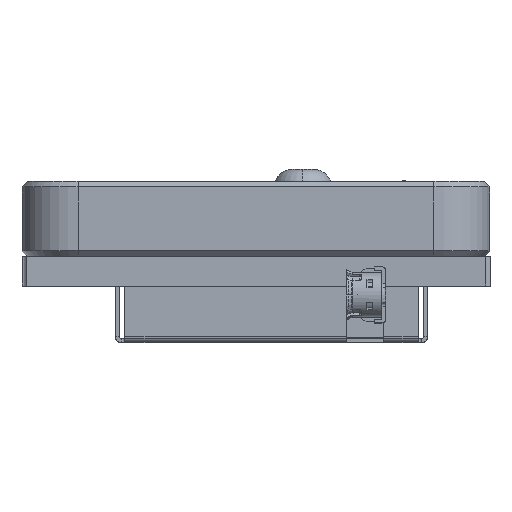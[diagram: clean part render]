
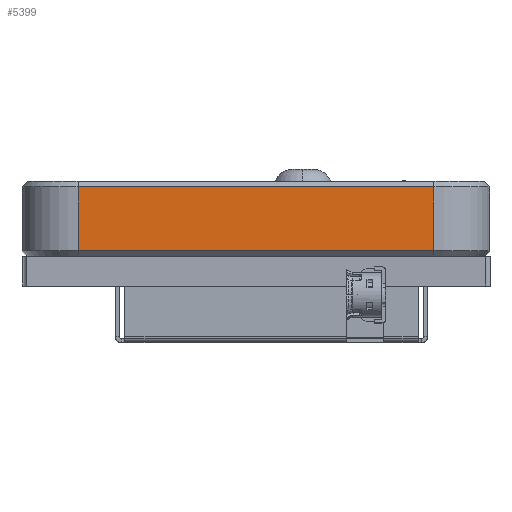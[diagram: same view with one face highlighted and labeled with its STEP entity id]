
A CAD part, top view. The second image highlights one B-rep face of the part: STEP entity #5399.
In plain terms, the highlighted planar face has unit normal (0, 0, 1).
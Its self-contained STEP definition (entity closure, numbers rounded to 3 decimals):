
#471 = ORIENTED_EDGE ( 'NONE', *, *, #9434, .T. ) ;
#699 = DIRECTION ( 'NONE',  ( 0., -1., 0. ) ) ;
#1513 = FACE_OUTER_BOUND ( 'NONE', #8664, .T. ) ;
#2501 = CARTESIAN_POINT ( 'NONE',  ( 12.5, 4., 12.5 ) ) ;
#4975 = LINE ( 'NONE', #29203, #26999 ) ;
#5254 = DIRECTION ( 'NONE',  ( 0., 1., 0. ) ) ;
#5399 = ADVANCED_FACE ( 'NONE', ( #1513 ), #7968, .F. ) ;
#7968 = PLANE ( 'NONE',  #18877 ) ;
#8664 = EDGE_LOOP ( 'NONE', ( #18010, #30825, #12006, #471 ) ) ;
#8863 = VECTOR ( 'NONE', #23778, 1000. ) ;
#8893 = VERTEX_POINT ( 'NONE', #29325 ) ;
#9434 = EDGE_CURVE ( 'NONE', #23143, #23647, #15928, .T. ) ;
#12006 = ORIENTED_EDGE ( 'NONE', *, *, #24489, .T. ) ;
#13343 = CARTESIAN_POINT ( 'NONE',  ( -9.5, 3.7, 12.5 ) ) ;
#15746 = VERTEX_POINT ( 'NONE', #22996 ) ;
#15928 = LINE ( 'NONE', #13343, #8863 ) ;
#16194 = CARTESIAN_POINT ( 'NONE',  ( 9.5, 3.7, 12.5 ) ) ;
#16336 = LINE ( 'NONE', #21800, #28007 ) ;
#18010 = ORIENTED_EDGE ( 'NONE', *, *, #33370, .T. ) ;
#18877 = AXIS2_PLACEMENT_3D ( 'NONE', #2501, #26191, #31783 ) ;
#21800 = CARTESIAN_POINT ( 'NONE',  ( -9.5, 4., 12.5 ) ) ;
#22996 = CARTESIAN_POINT ( 'NONE',  ( -9.5, 0.3, 12.5 ) ) ;
#23143 = VERTEX_POINT ( 'NONE', #16194 ) ;
#23647 = VERTEX_POINT ( 'NONE', #25197 ) ;
#23778 = DIRECTION ( 'NONE',  ( -1., 0., 0. ) ) ;
#24489 = EDGE_CURVE ( 'NONE', #8893, #23143, #4975, .T. ) ;
#24631 = DIRECTION ( 'NONE',  ( 1., 0., 0. ) ) ;
#25197 = CARTESIAN_POINT ( 'NONE',  ( -9.5, 3.7, 12.5 ) ) ;
#25937 = LINE ( 'NONE', #27357, #30124 ) ;
#26191 = DIRECTION ( 'NONE',  ( 0., 0., -1. ) ) ;
#26999 = VECTOR ( 'NONE', #5254, 1000. ) ;
#27357 = CARTESIAN_POINT ( 'NONE',  ( 12.5, 0.3, 12.5 ) ) ;
#28007 = VECTOR ( 'NONE', #699, 1000. ) ;
#29203 = CARTESIAN_POINT ( 'NONE',  ( 9.5, 4., 12.5 ) ) ;
#29325 = CARTESIAN_POINT ( 'NONE',  ( 9.5, 0.3, 12.5 ) ) ;
#30124 = VECTOR ( 'NONE', #24631, 1000. ) ;
#30825 = ORIENTED_EDGE ( 'NONE', *, *, #31861, .T. ) ;
#31783 = DIRECTION ( 'NONE',  ( -1., 0., 0. ) ) ;
#31861 = EDGE_CURVE ( 'NONE', #15746, #8893, #25937, .T. ) ;
#33370 = EDGE_CURVE ( 'NONE', #23647, #15746, #16336, .T. ) ;
